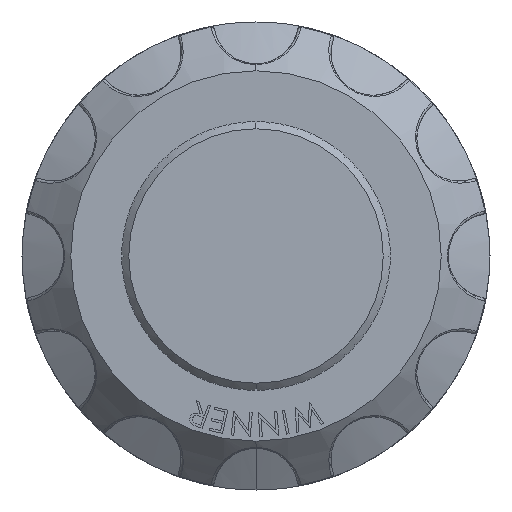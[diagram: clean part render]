
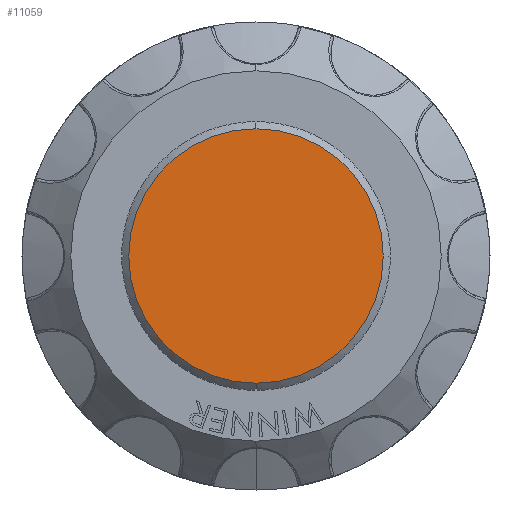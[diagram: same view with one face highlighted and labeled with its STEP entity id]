
A CAD part, left-side view. The second image highlights one B-rep face of the part: STEP entity #11059.
In plain terms, the highlighted planar face has unit normal (-1, 0, 0).
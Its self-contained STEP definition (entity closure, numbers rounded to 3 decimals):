
#476 = CARTESIAN_POINT ( 'NONE',  ( -100.7, 0., 9. ) ) ;
#2069 = ORIENTED_EDGE ( 'NONE', *, *, #10390, .T. ) ;
#4998 = ORIENTED_EDGE ( 'NONE', *, *, #7143, .T. ) ;
#5027 = EDGE_LOOP ( 'NONE', ( #2069, #4998 ) ) ;
#5737 = DIRECTION ( 'NONE',  ( -1., 0., 0. ) ) ;
#6079 = CARTESIAN_POINT ( 'NONE',  ( -100.7, 0., -9. ) ) ;
#7143 = EDGE_CURVE ( 'NONE', #19361, #10635, #12932, .T. ) ;
#9229 = DIRECTION ( 'NONE',  ( 0., 0., -1. ) ) ;
#9512 = AXIS2_PLACEMENT_3D ( 'NONE', #13128, #15216, #12865 ) ;
#10390 = EDGE_CURVE ( 'NONE', #10635, #19361, #23623, .T. ) ;
#10635 = VERTEX_POINT ( 'NONE', #6079 ) ;
#11059 = ADVANCED_FACE ( 'NONE', ( #22947 ), #23311, .F. ) ;
#12865 = DIRECTION ( 'NONE',  ( 0., 0., -1. ) ) ;
#12932 = CIRCLE ( 'NONE', #24233, 9. ) ;
#13128 = CARTESIAN_POINT ( 'NONE',  ( -100.7, 0., 0. ) ) ;
#15216 = DIRECTION ( 'NONE',  ( 1., 0., 0. ) ) ;
#15981 = CARTESIAN_POINT ( 'NONE',  ( -100.7, 0., 0. ) ) ;
#17489 = CARTESIAN_POINT ( 'NONE',  ( -100.7, 0., 0. ) ) ;
#19361 = VERTEX_POINT ( 'NONE', #476 ) ;
#22947 = FACE_OUTER_BOUND ( 'NONE', #5027, .T. ) ;
#23311 = PLANE ( 'NONE',  #9512 ) ;
#23623 = CIRCLE ( 'NONE', #25513, 9. ) ;
#23632 = DIRECTION ( 'NONE',  ( -1., 0., 0. ) ) ;
#24233 = AXIS2_PLACEMENT_3D ( 'NONE', #15981, #5737, #26166 ) ;
#25513 = AXIS2_PLACEMENT_3D ( 'NONE', #17489, #23632, #9229 ) ;
#26166 = DIRECTION ( 'NONE',  ( 0., 0., -1. ) ) ;
